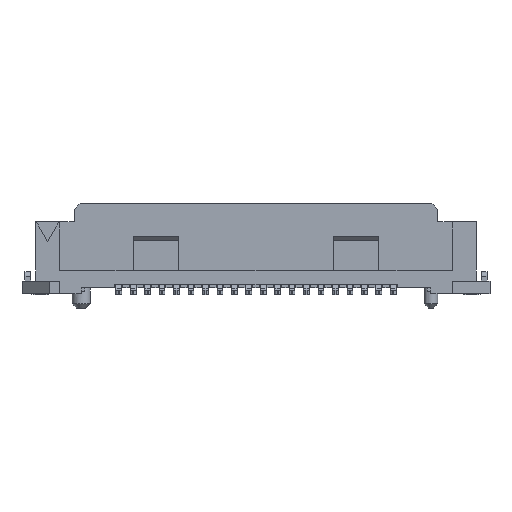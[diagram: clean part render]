
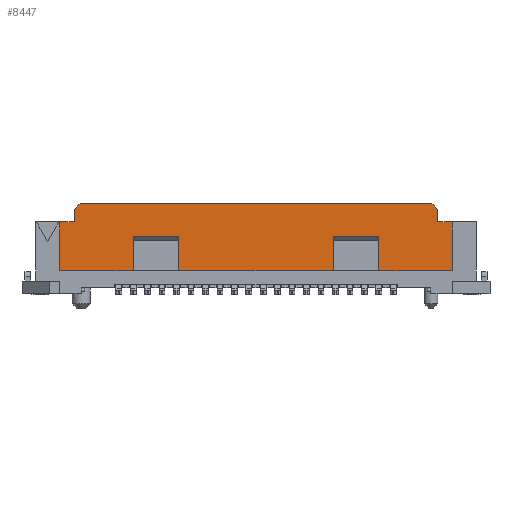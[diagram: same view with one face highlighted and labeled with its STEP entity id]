
A CAD part, front view. The second image highlights one B-rep face of the part: STEP entity #8447.
In plain terms, the highlighted planar face has unit normal (0, -1, 0).
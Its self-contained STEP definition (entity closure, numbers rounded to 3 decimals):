
#1201=CARTESIAN_POINT('',(11.16,-2.4,3.8));
#1202=VERTEX_POINT('',#1201);
#1209=CARTESIAN_POINT('',(11.81,-2.4,3.8));
#1210=VERTEX_POINT('',#1209);
#1211=CARTESIAN_POINT('',(11.16,-2.4,3.8));
#1212=DIRECTION('',(1.,0.,0.));
#1213=VECTOR('',#1212,0.65);
#1214=LINE('',#1211,#1213);
#1215=EDGE_CURVE('',#1202,#1210,#1214,.T.);
#1357=CARTESIAN_POINT('',(11.81,-2.4,1.65));
#1358=VERTEX_POINT('',#1357);
#1359=CARTESIAN_POINT('',(11.81,-2.4,3.8));
#1360=DIRECTION('',(0.,0.,-1.));
#1361=VECTOR('',#1360,2.15);
#1362=LINE('',#1359,#1361);
#1363=EDGE_CURVE('',#1210,#1358,#1362,.T.);
#1397=CARTESIAN_POINT('',(11.16,-2.4,4.35));
#1398=VERTEX_POINT('',#1397);
#1405=CARTESIAN_POINT('',(11.16,-2.4,4.35));
#1406=DIRECTION('',(0.,0.,-1.));
#1407=VECTOR('',#1406,0.55);
#1408=LINE('',#1405,#1407);
#1409=EDGE_CURVE('',#1398,#1202,#1408,.T.);
#2150=CARTESIAN_POINT('',(8.575,-2.4,1.65));
#2151=VERTEX_POINT('',#2150);
#2152=CARTESIAN_POINT('',(8.575,-2.4,3.15));
#2153=VERTEX_POINT('',#2152);
#2154=CARTESIAN_POINT('',(8.575,-2.4,1.65));
#2155=DIRECTION('',(0.,0.,1.));
#2156=VECTOR('',#2155,1.5);
#2157=LINE('',#2154,#2156);
#2158=EDGE_CURVE('',#2151,#2153,#2157,.T.);
#2221=CARTESIAN_POINT('',(6.575,-2.4,3.15));
#2222=VERTEX_POINT('',#2221);
#2223=CARTESIAN_POINT('',(6.575,-2.4,1.65));
#2224=VERTEX_POINT('',#2223);
#2225=CARTESIAN_POINT('',(6.575,-2.4,3.15));
#2226=DIRECTION('',(0.,0.,-1.));
#2227=VECTOR('',#2226,1.5);
#2228=LINE('',#2225,#2227);
#2229=EDGE_CURVE('',#2222,#2224,#2228,.T.);
#3214=CARTESIAN_POINT('',(10.91,-2.4,4.6));
#3215=VERTEX_POINT('',#3214);
#3216=CARTESIAN_POINT('',(10.91,-2.4,4.6));
#3217=DIRECTION('',(0.707,0.,-0.707));
#3218=VECTOR('',#3217,0.354);
#3219=LINE('',#3216,#3218);
#3220=EDGE_CURVE('',#3215,#1398,#3219,.T.);
#3544=CARTESIAN_POINT('',(8.575,-2.4,3.15));
#3545=DIRECTION('',(-1.,0.,0.));
#3546=VECTOR('',#3545,2.);
#3547=LINE('',#3544,#3546);
#3548=EDGE_CURVE('',#2153,#2222,#3547,.T.);
#4222=CARTESIAN_POINT('',(-0.225,-2.4,1.65));
#4223=VERTEX_POINT('',#4222);
#4240=CARTESIAN_POINT('',(-2.225,-2.4,1.65));
#4241=VERTEX_POINT('',#4240);
#4248=CARTESIAN_POINT('',(-5.46,-2.4,1.65));
#4249=VERTEX_POINT('',#4248);
#4250=CARTESIAN_POINT('',(-2.225,-2.4,1.65));
#4251=DIRECTION('',(-1.,0.,0.));
#4252=VECTOR('',#4251,3.235);
#4253=LINE('',#4250,#4252);
#4254=EDGE_CURVE('',#4241,#4249,#4253,.T.);
#4264=CARTESIAN_POINT('',(11.81,-2.4,1.65));
#4265=DIRECTION('',(-1.,0.,0.));
#4266=VECTOR('',#4265,3.235);
#4267=LINE('',#4264,#4266);
#4268=EDGE_CURVE('',#1358,#2151,#4267,.T.);
#4273=CARTESIAN_POINT('',(6.575,-2.4,1.65));
#4274=DIRECTION('',(-1.,0.,0.));
#4275=VECTOR('',#4274,6.8);
#4276=LINE('',#4273,#4275);
#4277=EDGE_CURVE('',#2224,#4223,#4276,.T.);
#4287=CARTESIAN_POINT('',(-5.46,-2.4,3.8));
#4288=VERTEX_POINT('',#4287);
#4289=CARTESIAN_POINT('',(-5.46,-2.4,1.65));
#4290=DIRECTION('',(0.,0.,1.));
#4291=VECTOR('',#4290,2.15);
#4292=LINE('',#4289,#4291);
#4293=EDGE_CURVE('',#4249,#4288,#4292,.T.);
#4429=CARTESIAN_POINT('',(-4.81,-2.4,3.8));
#4430=VERTEX_POINT('',#4429);
#4431=CARTESIAN_POINT('',(-5.46,-2.4,3.8));
#4432=DIRECTION('',(1.,0.,0.));
#4433=VECTOR('',#4432,0.65);
#4434=LINE('',#4431,#4433);
#4435=EDGE_CURVE('',#4288,#4430,#4434,.T.);
#7090=CARTESIAN_POINT('',(-4.81,-2.4,4.35));
#7091=VERTEX_POINT('',#7090);
#7092=CARTESIAN_POINT('',(-4.81,-2.4,3.8));
#7093=DIRECTION('',(0.,0.,1.));
#7094=VECTOR('',#7093,0.55);
#7095=LINE('',#7092,#7094);
#7096=EDGE_CURVE('',#4430,#7091,#7095,.T.);
#8391=CARTESIAN_POINT('',(3.175,-2.4,3.125));
#8392=DIRECTION('',(1.,0.,0.));
#8393=DIRECTION('',(0.,-1.,0.));
#8394=AXIS2_PLACEMENT_3D('',#8391,#8393,#8392);
#8395=PLANE('',#8394);
#8396=ORIENTED_EDGE('',*,*,#4435,.F.);
#8397=ORIENTED_EDGE('',*,*,#4293,.F.);
#8398=ORIENTED_EDGE('',*,*,#4254,.F.);
#8399=CARTESIAN_POINT('',(-2.225,-2.4,3.15));
#8400=VERTEX_POINT('',#8399);
#8401=CARTESIAN_POINT('',(-2.225,-2.4,1.65));
#8402=DIRECTION('',(0.,0.,1.));
#8403=VECTOR('',#8402,1.5);
#8404=LINE('',#8401,#8403);
#8405=EDGE_CURVE('',#4241,#8400,#8404,.T.);
#8406=ORIENTED_EDGE('',*,*,#8405,.T.);
#8407=CARTESIAN_POINT('',(-0.225,-2.4,3.15));
#8408=VERTEX_POINT('',#8407);
#8409=CARTESIAN_POINT('',(-2.225,-2.4,3.15));
#8410=DIRECTION('',(1.,0.,0.));
#8411=VECTOR('',#8410,2.);
#8412=LINE('',#8409,#8411);
#8413=EDGE_CURVE('',#8400,#8408,#8412,.T.);
#8414=ORIENTED_EDGE('',*,*,#8413,.T.);
#8415=CARTESIAN_POINT('',(-0.225,-2.4,3.15));
#8416=DIRECTION('',(0.,0.,-1.));
#8417=VECTOR('',#8416,1.5);
#8418=LINE('',#8415,#8417);
#8419=EDGE_CURVE('',#8408,#4223,#8418,.T.);
#8420=ORIENTED_EDGE('',*,*,#8419,.T.);
#8421=ORIENTED_EDGE('',*,*,#4277,.F.);
#8422=ORIENTED_EDGE('',*,*,#2229,.F.);
#8423=ORIENTED_EDGE('',*,*,#3548,.F.);
#8424=ORIENTED_EDGE('',*,*,#2158,.F.);
#8425=ORIENTED_EDGE('',*,*,#4268,.F.);
#8426=ORIENTED_EDGE('',*,*,#1363,.F.);
#8427=ORIENTED_EDGE('',*,*,#1215,.F.);
#8428=ORIENTED_EDGE('',*,*,#1409,.F.);
#8429=ORIENTED_EDGE('',*,*,#3220,.F.);
#8430=CARTESIAN_POINT('',(-4.56,-2.4,4.6));
#8431=VERTEX_POINT('',#8430);
#8432=CARTESIAN_POINT('',(10.91,-2.4,4.6));
#8433=DIRECTION('',(-1.,0.,0.));
#8434=VECTOR('',#8433,15.47);
#8435=LINE('',#8432,#8434);
#8436=EDGE_CURVE('',#3215,#8431,#8435,.T.);
#8437=ORIENTED_EDGE('',*,*,#8436,.T.);
#8438=CARTESIAN_POINT('',(-4.56,-2.4,4.6));
#8439=DIRECTION('',(-0.707,0.,-0.707));
#8440=VECTOR('',#8439,0.354);
#8441=LINE('',#8438,#8440);
#8442=EDGE_CURVE('',#8431,#7091,#8441,.T.);
#8443=ORIENTED_EDGE('',*,*,#8442,.T.);
#8444=ORIENTED_EDGE('',*,*,#7096,.F.);
#8445=EDGE_LOOP('',(#8396,#8397,#8398,#8406,#8414,#8420,#8421,#8422,#8423,#8424,#8425,#8426,#8427,#8428,#8429,#8437,#8443,#8444));
#8446=FACE_OUTER_BOUND('',#8445,.T.);
#8447=ADVANCED_FACE('',(#8446),#8395,.T.);
